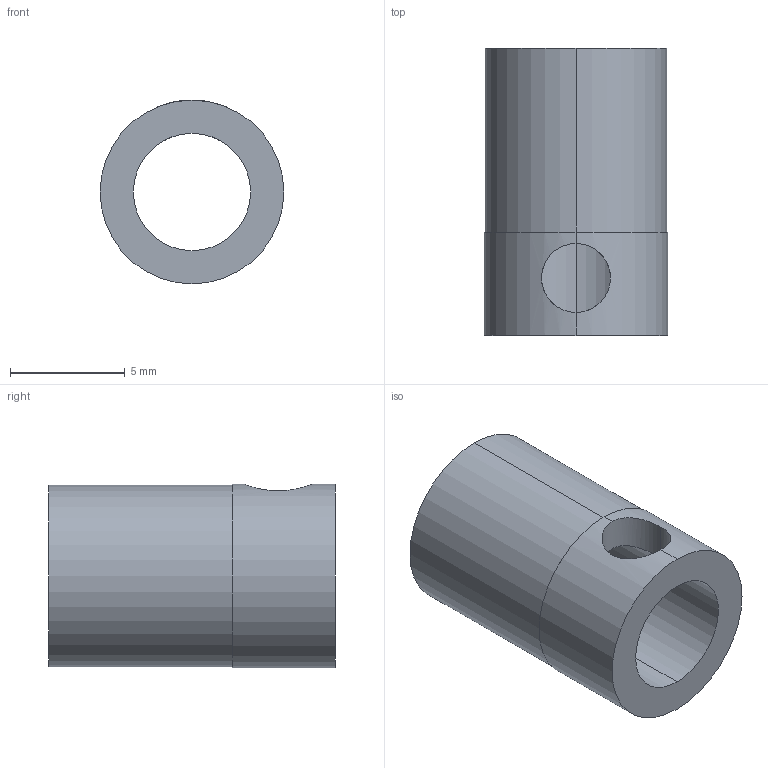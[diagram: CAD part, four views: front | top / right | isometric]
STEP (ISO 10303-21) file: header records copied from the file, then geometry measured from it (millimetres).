
FILE_DESCRIPTION (( 'STEP AP203' ), '1' );
FILE_NAME ('1263-B2P-A Feeder Knurled Wheel.STEP', '2013-09-23T13:51:02', ( 'The M瞁潎in' ), ( '' ), 'SwSTEP 2.0', 'SolidWorks 2013', '' );
FILE_SCHEMA (( 'CONFIG_CONTROL_DESIGN' ));
Length unit declared in the file: millimetre
Products named in the file (1): 1263-B2P-A Feeder Knurled Wheel
Bounding box: 8 x 12.5 x 8 mm (x, y, z)
Volume: 352.4 mm3; surface area: 571.5 mm2
Topology: 1 solids, 1 shells, 11 faces, 30 edges, 20 vertices
Faces by surface type: cylinder 8, plane 3
Entity records: 533 total; most frequent: CARTESIAN_POINT 170, ORIENTED_EDGE 60, DIRECTION 58, EDGE_CURVE 30, AXIS2_PLACEMENT_3D 24, VERTEX_POINT 20, EDGE_LOOP 14, CIRCLE 12
